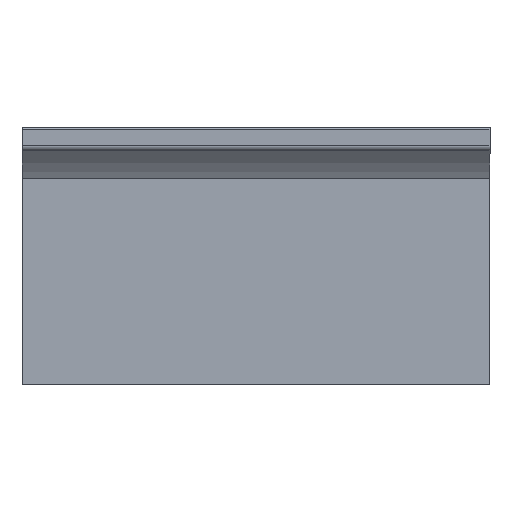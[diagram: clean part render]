
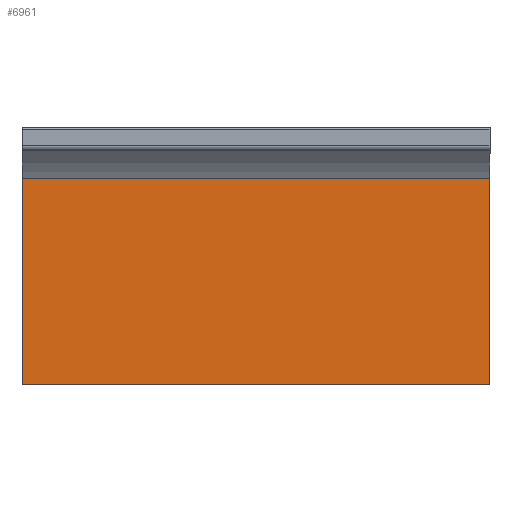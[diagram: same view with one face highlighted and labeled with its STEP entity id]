
A CAD part, top view. The second image highlights one B-rep face of the part: STEP entity #6961.
In plain terms, the highlighted planar face has unit normal (0, 0, 1).
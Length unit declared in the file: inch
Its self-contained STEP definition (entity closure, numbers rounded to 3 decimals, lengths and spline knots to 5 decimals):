
#1427=FACE_OUTER_BOUND('',#1964,.T.);
#1964=EDGE_LOOP('',(#4791,#4792,#4793,#4794));
#2584=LINE('',#10445,#2858);
#2586=LINE('',#10449,#2860);
#2588=LINE('',#10453,#2862);
#2590=LINE('',#10456,#2864);
#2858=VECTOR('',#8461,0.3937);
#2860=VECTOR('',#8465,0.3937);
#2862=VECTOR('',#8469,0.3937);
#2864=VECTOR('',#8473,0.3937);
#3131=VERTEX_POINT('',#10442);
#3132=VERTEX_POINT('',#10444);
#3133=VERTEX_POINT('',#10448);
#3134=VERTEX_POINT('',#10452);
#3722=EDGE_CURVE('',#3132,#3131,#2584,.T.);
#3724=EDGE_CURVE('',#3133,#3132,#2586,.T.);
#3726=EDGE_CURVE('',#3134,#3133,#2588,.T.);
#3728=EDGE_CURVE('',#3131,#3134,#2590,.T.);
#4791=ORIENTED_EDGE('',*,*,#3728,.T.);
#4792=ORIENTED_EDGE('',*,*,#3726,.T.);
#4793=ORIENTED_EDGE('',*,*,#3724,.T.);
#4794=ORIENTED_EDGE('',*,*,#3722,.T.);
#6880=PLANE('',#7601);
#6961=ADVANCED_FACE('',(#1427),#6880,.T.);
#7601=AXIS2_PLACEMENT_3D('',#10457,#8474,#8475);
#8461=DIRECTION('',(0.,1.,0.));
#8465=DIRECTION('',(1.,0.,0.));
#8469=DIRECTION('',(0.,-1.,0.));
#8473=DIRECTION('',(-1.,0.,0.));
#8474=DIRECTION('center_axis',(0.,0.,1.));
#8475=DIRECTION('ref_axis',(1.,0.,0.));
#10442=CARTESIAN_POINT('',(24.375,12.25,3.75));
#10444=CARTESIAN_POINT('',(24.375,-12.25,3.75));
#10445=CARTESIAN_POINT('',(24.375,12.25,3.75));
#10448=CARTESIAN_POINT('',(-24.375,-12.25,3.75));
#10449=CARTESIAN_POINT('',(24.375,-12.25,3.75));
#10452=CARTESIAN_POINT('',(-24.375,12.25,3.75));
#10453=CARTESIAN_POINT('',(-24.375,-12.25,3.75));
#10456=CARTESIAN_POINT('',(-24.375,12.25,3.75));
#10457=CARTESIAN_POINT('Origin',(0.,0.,
3.75));
